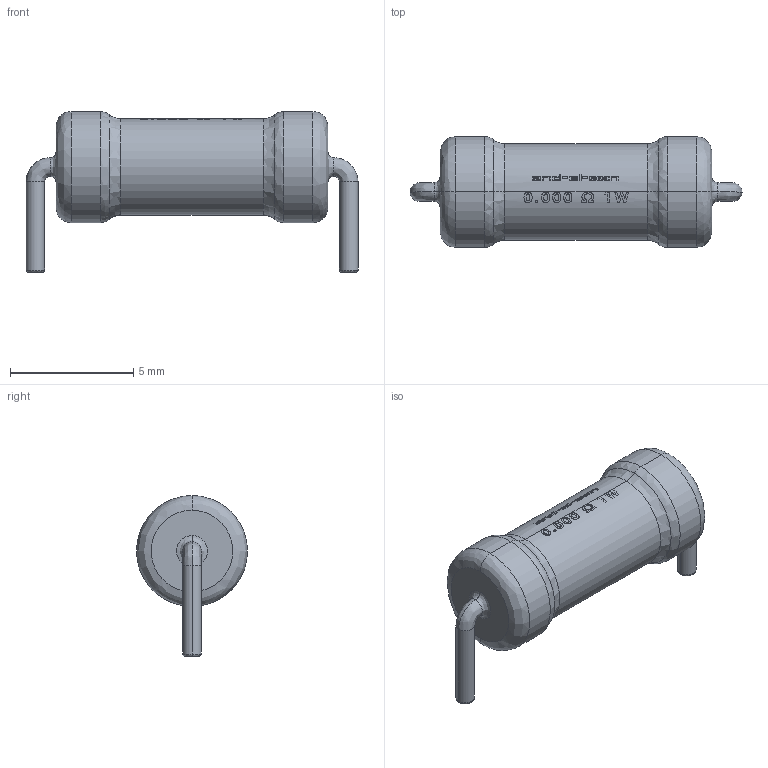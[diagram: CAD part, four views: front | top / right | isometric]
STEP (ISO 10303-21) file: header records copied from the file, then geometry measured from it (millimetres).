
FILE_DESCRIPTION (( 'STEP AP214' ), '1' );
FILE_NAME ('User Library-Res50 1W SilCoat.STEP', '2015-03-16T16:00:23', ( 'Windows User' ), ( '' ), 'SwSTEP 2.0', 'SolidWorks 2015', '' );
FILE_SCHEMA (( 'AUTOMOTIVE_DESIGN' ));
Length unit declared in the file: millimetre
Products named in the file (1): User Library-Res50 1W SilCoat
Bounding box: 13.45 x 4.5 x 6.52 mm (x, y, z)
Volume: 151 mm3; surface area: 191.5 mm2
Topology: 1 solids, 1 shells, 229 faces, 569 edges, 370 vertices
Faces by surface type: plane 117, bspline 76, cylinder 36
Entity records: 12030 total; most frequent: CARTESIAN_POINT 4425, ORIENTED_EDGE 1138, DIRECTION 893, EDGE_CURVE 569, VERTEX_POINT 370, AXIS2_PLACEMENT_3D 304, LINE 285, VECTOR 285
